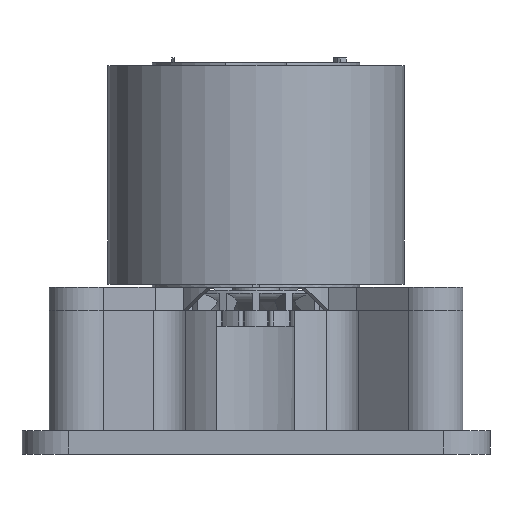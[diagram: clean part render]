
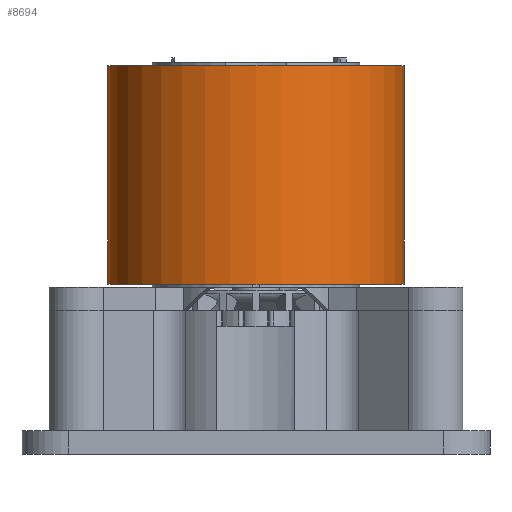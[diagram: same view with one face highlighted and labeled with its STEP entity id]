
A CAD part, front view. The second image highlights one B-rep face of the part: STEP entity #8694.
In plain terms, the highlighted cylindrical face has radius 9.5 mm (diameter 19 mm), a full revolution.
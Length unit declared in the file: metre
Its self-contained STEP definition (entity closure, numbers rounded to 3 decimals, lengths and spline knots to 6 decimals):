
#229=CYLINDRICAL_SURFACE('',#9428,0.0095);
#2219=ORIENTED_EDGE('',*,*,#4639,.F.);
#2220=ORIENTED_EDGE('',*,*,#4640,.F.);
#4639=EDGE_CURVE('',#5862,#5862,#6693,.F.);
#4640=EDGE_CURVE('',#5863,#5863,#6694,.T.);
#5862=VERTEX_POINT('',#13424);
#5863=VERTEX_POINT('',#13426);
#6693=CIRCLE('',#9429,0.0095);
#6694=CIRCLE('',#9430,0.0095);
#7163=EDGE_LOOP('',(#2219));
#7164=EDGE_LOOP('',(#2220));
#7805=FACE_BOUND('',#7163,.T.);
#7806=FACE_BOUND('',#7164,.T.);
#8694=ADVANCED_FACE('',(#7805,#7806),#229,.T.);
#9428=AXIS2_PLACEMENT_3D('',#13422,#10778,#10779);
#9429=AXIS2_PLACEMENT_3D('',#13423,#10780,#10781);
#9430=AXIS2_PLACEMENT_3D('',#13425,#10782,#10783);
#10778=DIRECTION('',(0.,0.,-1.));
#10779=DIRECTION('',(-1.,0.,0.));
#10780=DIRECTION('',(0.,0.,1.));
#10781=DIRECTION('',(1.,0.,0.));
#10782=DIRECTION('',(0.,0.,1.));
#10783=DIRECTION('',(1.,0.,0.));
#13422=CARTESIAN_POINT('',(0.,0.,0.0207));
#13423=CARTESIAN_POINT('',(0.,0.,0.0109));
#13424=CARTESIAN_POINT('',(0.0095,0.,0.0109));
#13425=CARTESIAN_POINT('',(0.,0.,0.0249));
#13426=CARTESIAN_POINT('',(0.0095,0.,0.0249));
